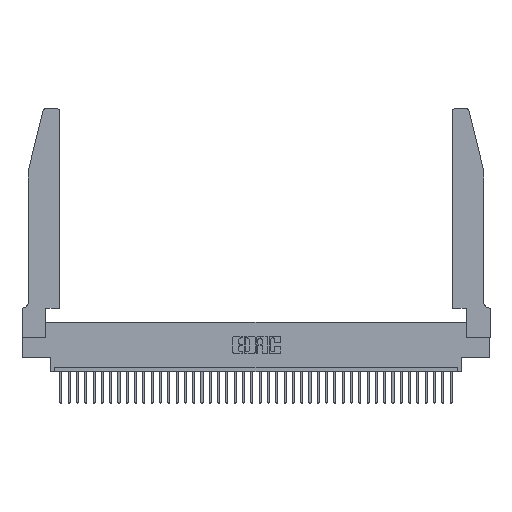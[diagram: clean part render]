
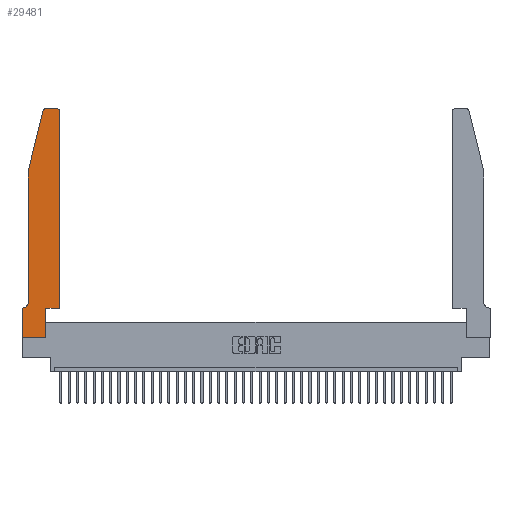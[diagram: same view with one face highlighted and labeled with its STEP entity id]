
A CAD part, top view. The second image highlights one B-rep face of the part: STEP entity #29481.
In plain terms, the highlighted planar face has unit normal (0, 0, 1).
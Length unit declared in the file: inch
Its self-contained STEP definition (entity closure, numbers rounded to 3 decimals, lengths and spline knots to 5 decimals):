
#520 = CARTESIAN_POINT ( 'NONE',  ( 0., 0., 0.37 ) ) ;
#651 = CARTESIAN_POINT ( 'NONE',  ( 0., 0.35, 0.37 ) ) ;
#671 = CARTESIAN_POINT ( 'NONE',  ( 0.284, 2.75, 0.37 ) ) ;
#680 = LINE ( 'NONE', #19293, #24034 ) ;
#1733 = PLANE ( 'NONE',  #3185 ) ;
#1827 = VERTEX_POINT ( 'NONE', #38745 ) ;
#1866 = DIRECTION ( 'NONE',  ( 1., 0., 0. ) ) ;
#1872 = DIRECTION ( 'NONE',  ( -1., 0., 0. ) ) ;
#1886 = ORIENTED_EDGE ( 'NONE', *, *, #4572, .T. ) ;
#2144 = CARTESIAN_POINT ( 'NONE',  ( 0., 0.35, 0.37 ) ) ;
#2446 = CARTESIAN_POINT ( 'NONE',  ( 0.0755, 2., 0.37 ) ) ;
#3185 = AXIS2_PLACEMENT_3D ( 'NONE', #2144, #23712, #1866 ) ;
#3292 = CARTESIAN_POINT ( 'NONE',  ( 0.2865, 0.35, 0.37 ) ) ;
#3368 = VECTOR ( 'NONE', #4478, 39.37008 ) ;
#3526 = CARTESIAN_POINT ( 'NONE',  ( 0.4205, 2.72, 0.37 ) ) ;
#4353 = LINE ( 'NONE', #25910, #3368 ) ;
#4478 = DIRECTION ( 'NONE',  ( 0., 1., 0. ) ) ;
#4552 = EDGE_CURVE ( 'NONE', #1827, #36926, #37079, .T. ) ;
#4572 = EDGE_CURVE ( 'NONE', #38489, #13137, #20610, .T. ) ;
#4898 = ORIENTED_EDGE ( 'NONE', *, *, #23838, .T. ) ;
#5068 = VECTOR ( 'NONE', #18194, 39.37008 ) ;
#5757 = EDGE_CURVE ( 'NONE', #14040, #22836, #16440, .T. ) ;
#7052 = CARTESIAN_POINT ( 'NONE',  ( 0.0755, 0.42, 0.37 ) ) ;
#7490 = ORIENTED_EDGE ( 'NONE', *, *, #37064, .T. ) ;
#9061 = EDGE_CURVE ( 'NONE', #31354, #38489, #36109, .T. ) ;
#9417 = DIRECTION ( 'NONE',  ( 1., 0., 0. ) ) ;
#9468 = AXIS2_PLACEMENT_3D ( 'NONE', #29510, #17300, #17430 ) ;
#9758 = CARTESIAN_POINT ( 'NONE',  ( 0.4505, 0.35, 0.37 ) ) ;
#9884 = VERTEX_POINT ( 'NONE', #9758 ) ;
#10284 = ORIENTED_EDGE ( 'NONE', *, *, #27758, .T. ) ;
#10799 = DIRECTION ( 'NONE',  ( 1., 0., 0. ) ) ;
#11052 = VECTOR ( 'NONE', #13063, 39.37008 ) ;
#11123 = ORIENTED_EDGE ( 'NONE', *, *, #15441, .T. ) ;
#12531 = VERTEX_POINT ( 'NONE', #3292 ) ;
#12791 = CARTESIAN_POINT ( 'NONE',  ( 0.0755, 2., 0.37 ) ) ;
#13053 = DIRECTION ( 'NONE',  ( 0., 0., 1. ) ) ;
#13063 = DIRECTION ( 'NONE',  ( 0., -1., 0. ) ) ;
#13137 = VERTEX_POINT ( 'NONE', #7052 ) ;
#13617 = LINE ( 'NONE', #16793, #20431 ) ;
#14040 = VERTEX_POINT ( 'NONE', #19862 ) ;
#14839 = EDGE_LOOP ( 'NONE', ( #10284, #11123, #26382, #1886, #36243, #25111, #35445, #7490, #16120, #33227, #4898, #26788 ) ) ;
#15441 = EDGE_CURVE ( 'NONE', #18063, #31354, #15539, .T. ) ;
#15539 = CIRCLE ( 'NONE', #23701, 0.03 ) ;
#15848 = CARTESIAN_POINT ( 'NONE',  ( 0., 0., 0.37 ) ) ;
#15889 = VECTOR ( 'NONE', #23482, 39.37008 ) ;
#15976 = DIRECTION ( 'NONE',  ( 0., 0., 1. ) ) ;
#16120 = ORIENTED_EDGE ( 'NONE', *, *, #33458, .T. ) ;
#16440 = CIRCLE ( 'NONE', #34593, 0.03 ) ;
#16793 = CARTESIAN_POINT ( 'NONE',  ( 0.4505, 0.35, 0.37 ) ) ;
#16925 = EDGE_CURVE ( 'NONE', #36926, #29325, #29529, .T. ) ;
#17300 = DIRECTION ( 'NONE',  ( 0., 0., -1. ) ) ;
#17430 = DIRECTION ( 'NONE',  ( -1., 0., 0. ) ) ;
#17528 = LINE ( 'NONE', #29581, #19671 ) ;
#18063 = VERTEX_POINT ( 'NONE', #671 ) ;
#18194 = DIRECTION ( 'NONE',  ( -0.239, -0.971, 0. ) ) ;
#19293 = CARTESIAN_POINT ( 'NONE',  ( 0.2865, 0.35, 0.37 ) ) ;
#19671 = VECTOR ( 'NONE', #1872, 39.37008 ) ;
#19862 = CARTESIAN_POINT ( 'NONE',  ( 0.4505, 2.72, 0.37 ) ) ;
#20431 = VECTOR ( 'NONE', #10799, 39.37008 ) ;
#20610 = LINE ( 'NONE', #12791, #27901 ) ;
#21621 = CARTESIAN_POINT ( 'NONE',  ( 0., 0., 0.37 ) ) ;
#22436 = CARTESIAN_POINT ( 'NONE',  ( 0.4205, 2.75, 0.37 ) ) ;
#22836 = VERTEX_POINT ( 'NONE', #22436 ) ;
#23482 = DIRECTION ( 'NONE',  ( 1., 0., 0. ) ) ;
#23701 = AXIS2_PLACEMENT_3D ( 'NONE', #31394, #13053, #9417 ) ;
#23712 = DIRECTION ( 'NONE',  ( 0., 0., 1. ) ) ;
#23789 = CARTESIAN_POINT ( 'NONE',  ( 0.0755, 2., 0.37 ) ) ;
#23838 = EDGE_CURVE ( 'NONE', #9884, #14040, #4353, .T. ) ;
#23868 = FACE_OUTER_BOUND ( 'NONE', #14839, .T. ) ;
#24034 = VECTOR ( 'NONE', #34889, 39.37008 ) ;
#25111 = ORIENTED_EDGE ( 'NONE', *, *, #4552, .T. ) ;
#25476 = VECTOR ( 'NONE', #25599, 39.37008 ) ;
#25599 = DIRECTION ( 'NONE',  ( -1., 0., 0. ) ) ;
#25910 = CARTESIAN_POINT ( 'NONE',  ( 0.4505, 0.35, 0.37 ) ) ;
#26382 = ORIENTED_EDGE ( 'NONE', *, *, #9061, .T. ) ;
#26612 = LINE ( 'NONE', #520, #15889 ) ;
#26788 = ORIENTED_EDGE ( 'NONE', *, *, #5757, .T. ) ;
#27758 = EDGE_CURVE ( 'NONE', #22836, #18063, #17528, .T. ) ;
#27901 = VECTOR ( 'NONE', #39358, 39.37008 ) ;
#29076 = CARTESIAN_POINT ( 'NONE',  ( 0.25487, 2.72718, 0.37 ) ) ;
#29325 = VERTEX_POINT ( 'NONE', #15848 ) ;
#29481 = ADVANCED_FACE ( 'NONE', ( #23868 ), #1733, .T. ) ;
#29510 = CARTESIAN_POINT ( 'NONE',  ( 0.0055, 0.42, 0.37 ) ) ;
#29529 = LINE ( 'NONE', #21621, #11052 ) ;
#29581 = CARTESIAN_POINT ( 'NONE',  ( 0.2605, 2.75, 0.37 ) ) ;
#29879 = EDGE_CURVE ( 'NONE', #12531, #9884, #13617, .T. ) ;
#31354 = VERTEX_POINT ( 'NONE', #29076 ) ;
#31394 = CARTESIAN_POINT ( 'NONE',  ( 0.284, 2.72, 0.37 ) ) ;
#33227 = ORIENTED_EDGE ( 'NONE', *, *, #29879, .T. ) ;
#33458 = EDGE_CURVE ( 'NONE', #35271, #12531, #680, .T. ) ;
#33606 = EDGE_CURVE ( 'NONE', #13137, #1827, #36618, .T. ) ;
#34593 = AXIS2_PLACEMENT_3D ( 'NONE', #3526, #15976, #37644 ) ;
#34889 = DIRECTION ( 'NONE',  ( 0., 1., 0. ) ) ;
#35271 = VERTEX_POINT ( 'NONE', #37613 ) ;
#35445 = ORIENTED_EDGE ( 'NONE', *, *, #16925, .T. ) ;
#36109 = LINE ( 'NONE', #2446, #5068 ) ;
#36243 = ORIENTED_EDGE ( 'NONE', *, *, #33606, .T. ) ;
#36618 = CIRCLE ( 'NONE', #9468, 0.07 ) ;
#36854 = CARTESIAN_POINT ( 'NONE',  ( 0.0755, 0.35, 0.37 ) ) ;
#36926 = VERTEX_POINT ( 'NONE', #651 ) ;
#37064 = EDGE_CURVE ( 'NONE', #29325, #35271, #26612, .T. ) ;
#37079 = LINE ( 'NONE', #36854, #25476 ) ;
#37613 = CARTESIAN_POINT ( 'NONE',  ( 0.2865, 0., 0.37 ) ) ;
#37644 = DIRECTION ( 'NONE',  ( 1., 0., 0. ) ) ;
#38489 = VERTEX_POINT ( 'NONE', #23789 ) ;
#38745 = CARTESIAN_POINT ( 'NONE',  ( 0.0055, 0.35, 0.37 ) ) ;
#39358 = DIRECTION ( 'NONE',  ( 0., -1., 0. ) ) ;
